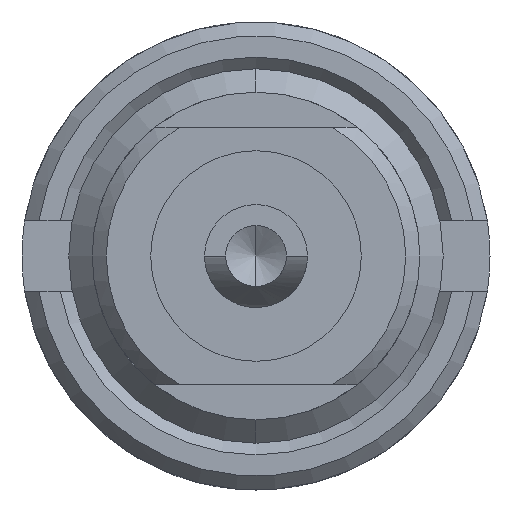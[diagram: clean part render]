
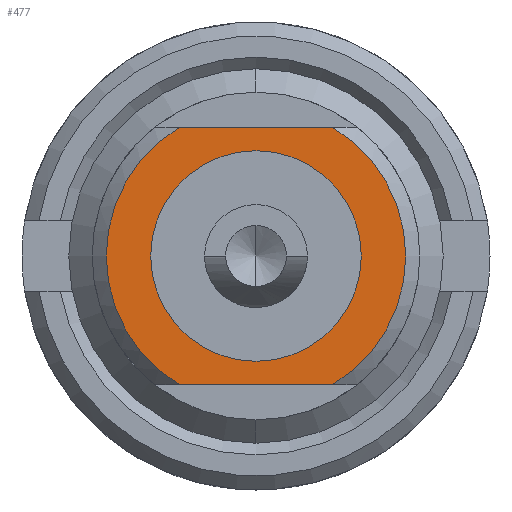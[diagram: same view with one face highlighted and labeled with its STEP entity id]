
A CAD part, left-side view. The second image highlights one B-rep face of the part: STEP entity #477.
In plain terms, the highlighted planar face has unit normal (-1, 0, 0).
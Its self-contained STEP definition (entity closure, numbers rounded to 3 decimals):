
#46=CARTESIAN_POINT('',(-20.,0.,0.));
#47=DIRECTION('',(1.,0.,0.));
#48=DIRECTION('',(0.,-1.,0.));
#49=AXIS2_PLACEMENT_3D('',#46,#47,#48);
#51=CARTESIAN_POINT('',(-20.,0.,0.));
#52=DIRECTION('',(1.,0.,0.));
#53=DIRECTION('',(0.,1.,0.));
#54=AXIS2_PLACEMENT_3D('',#51,#52,#53);
#56=DIRECTION('',(0.,1.,0.));
#57=VECTOR('',#56,3.273);
#58=CARTESIAN_POINT('',(-20.,-1.636,-2.75));
#59=LINE('',#58,#57);
#60=DIRECTION('',(0.,-1.,0.));
#61=VECTOR('',#60,3.273);
#62=CARTESIAN_POINT('',(-20.,1.636,2.75));
#63=LINE('',#62,#61);
#249=CARTESIAN_POINT('',(-20.,0.,0.));
#250=DIRECTION('',(-1.,0.,0.));
#251=DIRECTION('',(0.,0.511,0.859));
#252=AXIS2_PLACEMENT_3D('',#249,#250,#251);
#254=CARTESIAN_POINT('',(-20.,0.,0.));
#255=DIRECTION('',(-1.,0.,0.));
#256=DIRECTION('',(0.,-0.511,-0.859));
#257=AXIS2_PLACEMENT_3D('',#254,#255,#256);
#392=CARTESIAN_POINT('',(-20.,-2.25,0.));
#393=CARTESIAN_POINT('',(-20.,2.25,0.));
#394=VERTEX_POINT('',#392);
#395=VERTEX_POINT('',#393);
#432=CARTESIAN_POINT('',(-20.,-1.636,-2.75));
#433=CARTESIAN_POINT('',(-20.,1.636,-2.75));
#434=VERTEX_POINT('',#432);
#435=VERTEX_POINT('',#433);
#436=CARTESIAN_POINT('',(-20.,1.636,2.75));
#437=CARTESIAN_POINT('',(-20.,-1.636,2.75));
#438=VERTEX_POINT('',#436);
#439=VERTEX_POINT('',#437);
#456=CARTESIAN_POINT('',(-20.,0.,0.));
#457=DIRECTION('',(-1.,0.,0.));
#458=DIRECTION('',(0.,1.,0.));
#459=AXIS2_PLACEMENT_3D('',#456,#457,#458);
#460=PLANE('',#459);
#462=ORIENTED_EDGE('',*,*,#461,.T.);
#464=ORIENTED_EDGE('',*,*,#463,.F.);
#466=ORIENTED_EDGE('',*,*,#465,.T.);
#468=ORIENTED_EDGE('',*,*,#467,.F.);
#469=EDGE_LOOP('',(#462,#464,#466,#468));
#470=FACE_OUTER_BOUND('',#469,.F.);
#472=ORIENTED_EDGE('',*,*,#471,.F.);
#474=ORIENTED_EDGE('',*,*,#473,.F.);
#475=EDGE_LOOP('',(#472,#474));
#476=FACE_BOUND('',#475,.F.);
#477=ADVANCED_FACE('',(#470,#476),#460,.T.);
#50=CIRCLE('',#49,2.25);
#55=CIRCLE('',#54,2.25);
#253=CIRCLE('',#252,3.2);
#258=CIRCLE('',#257,3.2);
#461=EDGE_CURVE('',#434,#435,#59,.T.);
#463=EDGE_CURVE('',#438,#435,#253,.T.);
#465=EDGE_CURVE('',#438,#439,#63,.T.);
#467=EDGE_CURVE('',#434,#439,#258,.T.);
#471=EDGE_CURVE('',#394,#395,#50,.T.);
#473=EDGE_CURVE('',#395,#394,#55,.T.);
